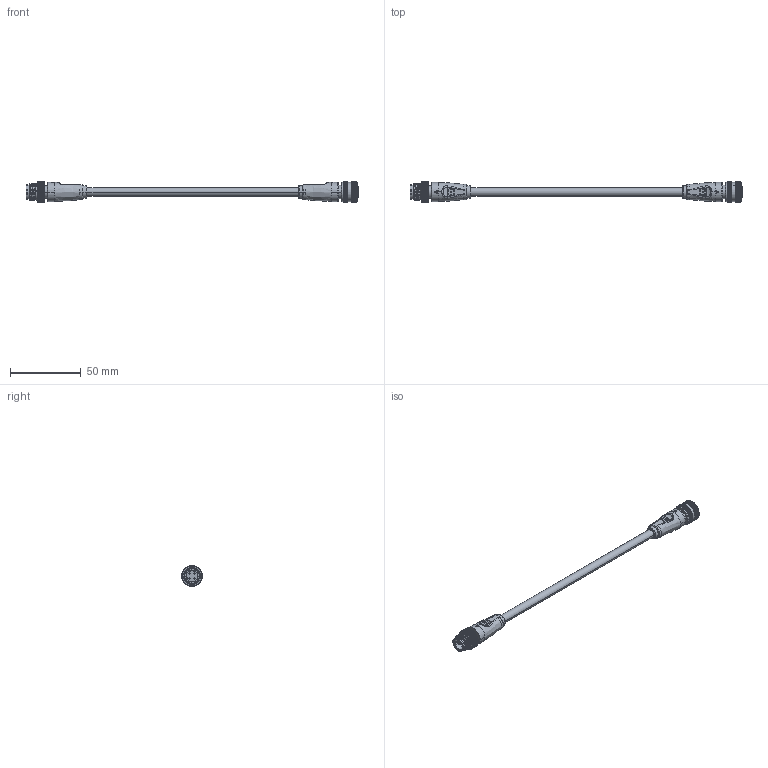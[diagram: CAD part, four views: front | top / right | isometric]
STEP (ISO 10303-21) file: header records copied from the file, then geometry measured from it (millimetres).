
FILE_DESCRIPTION (( 'STEP AP203' ), '1' );
FILE_NAME ('10-06473.STEP', '2025-11-11T23:23:56', ( '' ), ( '' ), 'SwSTEP 2.0', 'SolidWorks 2025', '' );
FILE_SCHEMA (( 'CONFIG_CONTROL_DESIGN' ));
Length unit declared in the file: millimetre
Products named in the file (14): 50-01029-02_默认; 10-06473; 30-03676_blunt cut; 50-01028-02_默认; 50-01028-03_默认; 50-01029-04_默认; 50-01028-05_默认; 50-01028-04_默认; 50-01028-01_默认; 50-01028_默认; 24-00349_Mexico; 50-01029-03_默认; 50-01029_默认; 50-01029-01_默认
Assembly tree (20 placements, depth 3):
  10-06473
    30-03676_blunt cut
    24-00349_Mexico  x2
    50-01029_默认
      50-01029-01_默认
      50-01029-02_默认
      50-01029-03_默认  x4
      50-01029-04_默认
    50-01028_默认
      50-01028-01_默认
      50-01028-02_默认
      50-01028-03_默认  x4
      50-01028-04_默认
      50-01028-05_默认
Bounding box: 235.2 x 14.5 x 14.5 mm (x, y, z)
Volume: 13734.2 mm3; surface area: 30638.9 mm2
Topology: 53 solids, 53 shells, 5792 faces, 14933 edges, 9307 vertices
Faces by surface type: bspline 3133, cylinder 1477, cone 683, plane 362, torus 129, sphere 8
Entity records: 599412 total; most frequent: CARTESIAN_POINT 502782, ORIENTED_EDGE 27460, EDGE_CURVE 13730, B_SPLINE_CURVE_WITH_KNOTS 9717, VERTEX_POINT 8562, DIRECTION 8478, EDGE_LOOP 5444, FACE_OUTER_BOUND 5303
